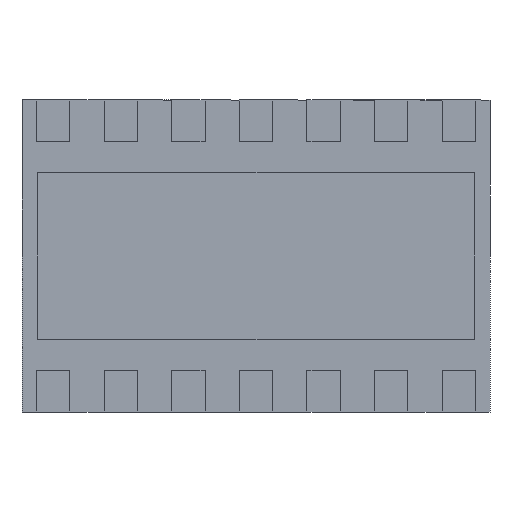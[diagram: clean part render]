
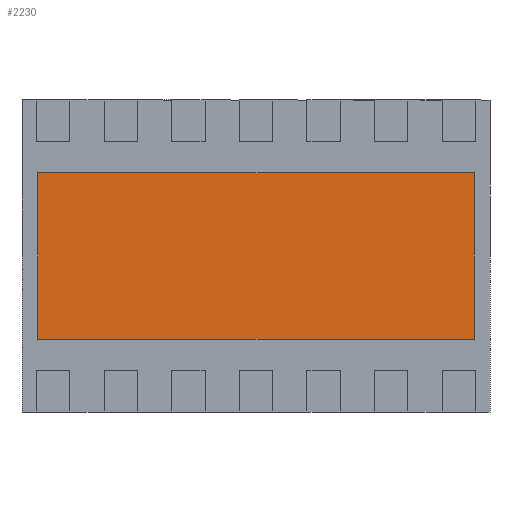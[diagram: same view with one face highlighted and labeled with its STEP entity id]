
A CAD part, front view. The second image highlights one B-rep face of the part: STEP entity #2230.
In plain terms, the highlighted planar face has unit normal (0, -1, 0).
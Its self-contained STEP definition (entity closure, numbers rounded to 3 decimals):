
#85 = VECTOR ( 'NONE', #3566, 1000. ) ;
#119 = EDGE_CURVE ( 'NONE', #4057, #2649, #272, .T. ) ;
#186 = LINE ( 'NONE', #3686, #3404 ) ;
#272 = LINE ( 'NONE', #1760, #2923 ) ;
#356 = DIRECTION ( 'NONE',  ( 0., 0., -1. ) ) ;
#438 = DIRECTION ( 'NONE',  ( -1., 0., 0. ) ) ;
#678 = CARTESIAN_POINT ( 'NONE',  ( 0., -0.05, 0. ) ) ;
#770 = CARTESIAN_POINT ( 'NONE',  ( -2.1, -0.05, -0.8 ) ) ;
#800 = EDGE_CURVE ( 'NONE', #2649, #3408, #4324, .T. ) ;
#1076 = ORIENTED_EDGE ( 'NONE', *, *, #119, .F. ) ;
#1260 = PLANE ( 'NONE',  #3069 ) ;
#1372 = ORIENTED_EDGE ( 'NONE', *, *, #3272, .F. ) ;
#1464 = DIRECTION ( 'NONE',  ( 0., 0., 1. ) ) ;
#1750 = CARTESIAN_POINT ( 'NONE',  ( 2.1, -0.05, 0.8 ) ) ;
#1760 = CARTESIAN_POINT ( 'NONE',  ( 2.1, -0.05, -0.8 ) ) ;
#1808 = CARTESIAN_POINT ( 'NONE',  ( -2.1, -0.05, 0.8 ) ) ;
#1844 = LINE ( 'NONE', #1750, #85 ) ;
#2230 = ADVANCED_FACE ( 'NONE', ( #3729 ), #1260, .F. ) ;
#2366 = EDGE_CURVE ( 'NONE', #3408, #3211, #186, .T. ) ;
#2636 = DIRECTION ( 'NONE',  ( 0., 0., 1. ) ) ;
#2649 = VERTEX_POINT ( 'NONE', #3822 ) ;
#2822 = ORIENTED_EDGE ( 'NONE', *, *, #800, .F. ) ;
#2861 = EDGE_LOOP ( 'NONE', ( #1076, #1372, #3588, #2822 ) ) ;
#2923 = VECTOR ( 'NONE', #356, 1000. ) ;
#3069 = AXIS2_PLACEMENT_3D ( 'NONE', #678, #3753, #1464 ) ;
#3211 = VERTEX_POINT ( 'NONE', #1808 ) ;
#3272 = EDGE_CURVE ( 'NONE', #3211, #4057, #1844, .T. ) ;
#3375 = VECTOR ( 'NONE', #438, 1000. ) ;
#3404 = VECTOR ( 'NONE', #2636, 1000. ) ;
#3408 = VERTEX_POINT ( 'NONE', #770 ) ;
#3566 = DIRECTION ( 'NONE',  ( 1., 0., 0. ) ) ;
#3588 = ORIENTED_EDGE ( 'NONE', *, *, #2366, .F. ) ;
#3686 = CARTESIAN_POINT ( 'NONE',  ( -2.1, -0.05, 0.8 ) ) ;
#3729 = FACE_OUTER_BOUND ( 'NONE', #2861, .T. ) ;
#3753 = DIRECTION ( 'NONE',  ( 0., 1., 0. ) ) ;
#3822 = CARTESIAN_POINT ( 'NONE',  ( 2.1, -0.05, -0.8 ) ) ;
#4057 = VERTEX_POINT ( 'NONE', #4442 ) ;
#4324 = LINE ( 'NONE', #4406, #3375 ) ;
#4406 = CARTESIAN_POINT ( 'NONE',  ( -2.1, -0.05, -0.8 ) ) ;
#4442 = CARTESIAN_POINT ( 'NONE',  ( 2.1, -0.05, 0.8 ) ) ;
